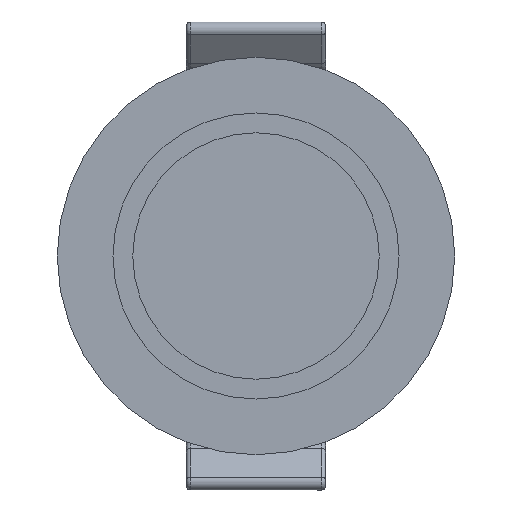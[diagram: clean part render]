
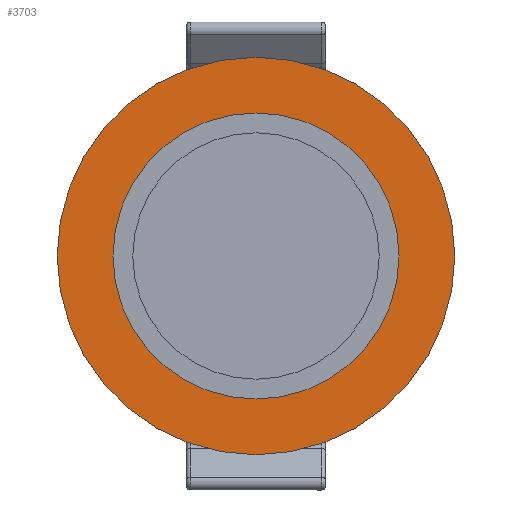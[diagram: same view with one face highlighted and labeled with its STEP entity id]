
A CAD part, front view. The second image highlights one B-rep face of the part: STEP entity #3703.
In plain terms, the highlighted planar face has unit normal (0, -1, 0).
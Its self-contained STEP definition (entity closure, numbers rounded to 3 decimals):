
#797 = FACE_OUTER_BOUND ( 'NONE', #4007, .T. ) ;
#822 = EDGE_CURVE ( 'NONE', #5017, #5017, #19739, .T. ) ;
#1380 = CIRCLE ( 'NONE', #13271, 18. ) ;
#2678 = DIRECTION ( 'NONE',  ( 0., -1., 0. ) ) ;
#3703 = ADVANCED_FACE ( 'NONE', ( #7380, #797 ), #12301, .T. ) ;
#4007 = EDGE_LOOP ( 'NONE', ( #4394 ) ) ;
#4394 = ORIENTED_EDGE ( 'NONE', *, *, #822, .F. ) ;
#5017 = VERTEX_POINT ( 'NONE', #11562 ) ;
#5178 = DIRECTION ( 'NONE',  ( 0., 1., 0. ) ) ;
#7380 = FACE_BOUND ( 'NONE', #20928, .T. ) ;
#7496 = CARTESIAN_POINT ( 'NONE',  ( -18., 0., 0. ) ) ;
#8756 = EDGE_CURVE ( 'NONE', #11260, #11260, #1380, .T. ) ;
#10930 = DIRECTION ( 'NONE',  ( 0., 0., -1. ) ) ;
#11260 = VERTEX_POINT ( 'NONE', #17724 ) ;
#11562 = CARTESIAN_POINT ( 'NONE',  ( 0., 0., 25. ) ) ;
#12264 = ORIENTED_EDGE ( 'NONE', *, *, #8756, .T. ) ;
#12301 = PLANE ( 'NONE',  #20811 ) ;
#13150 = CARTESIAN_POINT ( 'NONE',  ( 0., 0., 0. ) ) ;
#13271 = AXIS2_PLACEMENT_3D ( 'NONE', #17876, #13392, #16264 ) ;
#13392 = DIRECTION ( 'NONE',  ( 0., 1., 0. ) ) ;
#16264 = DIRECTION ( 'NONE',  ( 0., 0., 1. ) ) ;
#17724 = CARTESIAN_POINT ( 'NONE',  ( 0., 0., 18. ) ) ;
#17876 = CARTESIAN_POINT ( 'NONE',  ( 0., 0., 0. ) ) ;
#17960 = DIRECTION ( 'NONE',  ( 0., 0., 1. ) ) ;
#19425 = AXIS2_PLACEMENT_3D ( 'NONE', #13150, #5178, #17960 ) ;
#19739 = CIRCLE ( 'NONE', #19425, 25. ) ;
#20811 = AXIS2_PLACEMENT_3D ( 'NONE', #7496, #2678, #10930 ) ;
#20928 = EDGE_LOOP ( 'NONE', ( #12264 ) ) ;
